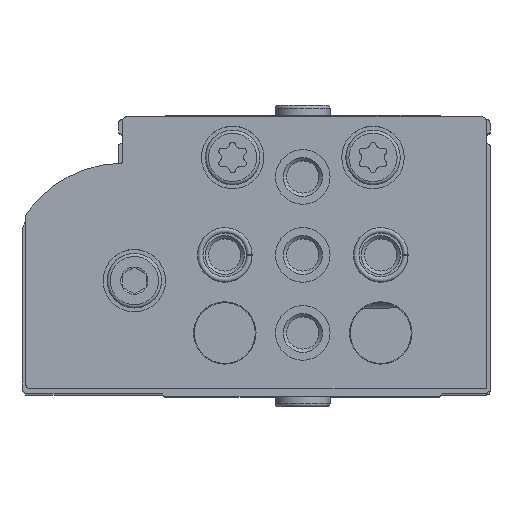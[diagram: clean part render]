
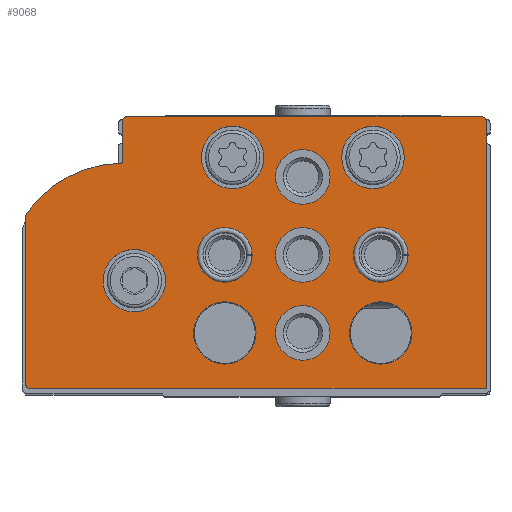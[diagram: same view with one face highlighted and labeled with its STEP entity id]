
A CAD part, top view. The second image highlights one B-rep face of the part: STEP entity #9068.
In plain terms, the highlighted face is planar.
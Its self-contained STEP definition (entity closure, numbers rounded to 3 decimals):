
#913=LINE('',#15351,#1585);
#915=LINE('',#15355,#1587);
#918=LINE('',#15363,#1590);
#923=LINE('',#15379,#1595);
#926=LINE('',#15387,#1598);
#1585=VECTOR('',#12401,1000.);
#1587=VECTOR('',#12405,1000.);
#1590=VECTOR('',#12414,1000.);
#1595=VECTOR('',#12433,1000.);
#1598=VECTOR('',#12442,1000.);
#3409=ORIENTED_EDGE('',*,*,#5076,.T.);
#3410=ORIENTED_EDGE('',*,*,#5077,.T.);
#3411=ORIENTED_EDGE('',*,*,#5078,.T.);
#3412=ORIENTED_EDGE('',*,*,#5079,.T.);
#3413=ORIENTED_EDGE('',*,*,#5080,.T.);
#3414=ORIENTED_EDGE('',*,*,#5081,.T.);
#3415=ORIENTED_EDGE('',*,*,#5082,.T.);
#3416=ORIENTED_EDGE('',*,*,#5083,.T.);
#3417=ORIENTED_EDGE('',*,*,#5084,.T.);
#3418=ORIENTED_EDGE('',*,*,#5085,.T.);
#3419=ORIENTED_EDGE('',*,*,#5053,.F.);
#3420=ORIENTED_EDGE('',*,*,#5074,.F.);
#3421=ORIENTED_EDGE('',*,*,#5072,.F.);
#3422=ORIENTED_EDGE('',*,*,#5070,.F.);
#3423=ORIENTED_EDGE('',*,*,#5068,.T.);
#3424=ORIENTED_EDGE('',*,*,#5066,.F.);
#3425=ORIENTED_EDGE('',*,*,#5064,.F.);
#3426=ORIENTED_EDGE('',*,*,#5062,.F.);
#3427=ORIENTED_EDGE('',*,*,#5060,.F.);
#3428=ORIENTED_EDGE('',*,*,#5058,.F.);
#3429=ORIENTED_EDGE('',*,*,#5056,.F.);
#5053=EDGE_CURVE('',#6059,#6060,#6634,.T.);
#5056=EDGE_CURVE('',#6060,#6061,#913,.T.);
#5058=EDGE_CURVE('',#6061,#6062,#915,.T.);
#5060=EDGE_CURVE('',#6062,#6063,#6635,.T.);
#5062=EDGE_CURVE('',#6063,#6064,#918,.T.);
#5064=EDGE_CURVE('',#6064,#6065,#6636,.T.);
#5066=EDGE_CURVE('',#6065,#6066,#6637,.T.);
#5068=EDGE_CURVE('',#6067,#6066,#6638,.T.);
#5070=EDGE_CURVE('',#6067,#6068,#923,.T.);
#5072=EDGE_CURVE('',#6068,#6069,#6639,.T.);
#5074=EDGE_CURVE('',#6069,#6059,#926,.T.);
#5076=EDGE_CURVE('',#6070,#6070,#6640,.T.);
#5077=EDGE_CURVE('',#6071,#6071,#6641,.T.);
#5078=EDGE_CURVE('',#6072,#6072,#6642,.T.);
#5079=EDGE_CURVE('',#6073,#6073,#6643,.T.);
#5080=EDGE_CURVE('',#6074,#6074,#6644,.T.);
#5081=EDGE_CURVE('',#6075,#6075,#6645,.T.);
#5082=EDGE_CURVE('',#6076,#6076,#6646,.T.);
#5083=EDGE_CURVE('',#6077,#6077,#6647,.T.);
#5084=EDGE_CURVE('',#6078,#6078,#6648,.T.);
#5085=EDGE_CURVE('',#6079,#6079,#6649,.T.);
#6059=VERTEX_POINT('',#15346);
#6060=VERTEX_POINT('',#15347);
#6061=VERTEX_POINT('',#15352);
#6062=VERTEX_POINT('',#15356);
#6063=VERTEX_POINT('',#15360);
#6064=VERTEX_POINT('',#15364);
#6065=VERTEX_POINT('',#15368);
#6066=VERTEX_POINT('',#15372);
#6067=VERTEX_POINT('',#15376);
#6068=VERTEX_POINT('',#15380);
#6069=VERTEX_POINT('',#15384);
#6070=VERTEX_POINT('',#15391);
#6071=VERTEX_POINT('',#15393);
#6072=VERTEX_POINT('',#15395);
#6073=VERTEX_POINT('',#15397);
#6074=VERTEX_POINT('',#15399);
#6075=VERTEX_POINT('',#15401);
#6076=VERTEX_POINT('',#15403);
#6077=VERTEX_POINT('',#15405);
#6078=VERTEX_POINT('',#15407);
#6079=VERTEX_POINT('',#15409);
#6634=CIRCLE('',#10157,0.5);
#6635=CIRCLE('',#10161,0.5);
#6636=CIRCLE('',#10164,1.);
#6637=CIRCLE('',#10166,15.);
#6638=CIRCLE('',#10168,0.3);
#6639=CIRCLE('',#10171,0.5);
#6640=CIRCLE('',#10174,4.);
#6641=CIRCLE('',#10175,4.);
#6642=CIRCLE('',#10176,4.);
#6643=CIRCLE('',#10177,3.5);
#6644=CIRCLE('',#10178,3.5);
#6645=CIRCLE('',#10179,3.5);
#6646=CIRCLE('',#10180,3.5);
#6647=CIRCLE('',#10181,3.5);
#6648=CIRCLE('',#10182,4.);
#6649=CIRCLE('',#10183,4.);
#7311=EDGE_LOOP('',(#3409));
#7312=EDGE_LOOP('',(#3410));
#7313=EDGE_LOOP('',(#3411));
#7314=EDGE_LOOP('',(#3412));
#7315=EDGE_LOOP('',(#3413));
#7316=EDGE_LOOP('',(#3414));
#7317=EDGE_LOOP('',(#3415));
#7318=EDGE_LOOP('',(#3416));
#7319=EDGE_LOOP('',(#3417));
#7320=EDGE_LOOP('',(#3418));
#7321=EDGE_LOOP('',(#3419,#3420,#3421,#3422,#3423,#3424,#3425,#3426,#3427,
#3428,#3429));
#8126=FACE_BOUND('',#7311,.T.);
#8127=FACE_BOUND('',#7312,.T.);
#8128=FACE_BOUND('',#7313,.T.);
#8129=FACE_BOUND('',#7314,.T.);
#8130=FACE_BOUND('',#7315,.T.);
#8131=FACE_BOUND('',#7316,.T.);
#8132=FACE_BOUND('',#7317,.T.);
#8133=FACE_BOUND('',#7318,.T.);
#8134=FACE_BOUND('',#7319,.T.);
#8135=FACE_BOUND('',#7320,.T.);
#8136=FACE_BOUND('',#7321,.T.);
#8638=PLANE('',#10173);
#9068=ADVANCED_FACE('',(#8126,#8127,#8128,#8129,#8130,#8131,#8132,#8133,
#8134,#8135,#8136),#8638,.F.);
#10157=AXIS2_PLACEMENT_3D('',#15345,#12395,#12396);
#10161=AXIS2_PLACEMENT_3D('',#15359,#12409,#12410);
#10164=AXIS2_PLACEMENT_3D('',#15367,#12418,#12419);
#10166=AXIS2_PLACEMENT_3D('',#15371,#12423,#12424);
#10168=AXIS2_PLACEMENT_3D('',#15375,#12428,#12429);
#10171=AXIS2_PLACEMENT_3D('',#15383,#12437,#12438);
#10173=AXIS2_PLACEMENT_3D('',#15389,#12444,#12445);
#10174=AXIS2_PLACEMENT_3D('',#15390,#12446,#12447);
#10175=AXIS2_PLACEMENT_3D('',#15392,#12448,#12449);
#10176=AXIS2_PLACEMENT_3D('',#15394,#12450,#12451);
#10177=AXIS2_PLACEMENT_3D('',#15396,#12452,#12453);
#10178=AXIS2_PLACEMENT_3D('',#15398,#12454,#12455);
#10179=AXIS2_PLACEMENT_3D('',#15400,#12456,#12457);
#10180=AXIS2_PLACEMENT_3D('',#15402,#12458,#12459);
#10181=AXIS2_PLACEMENT_3D('',#15404,#12460,#12461);
#10182=AXIS2_PLACEMENT_3D('',#15406,#12462,#12463);
#10183=AXIS2_PLACEMENT_3D('',#15408,#12464,#12465);
#12395=DIRECTION('',(0.,0.,1.));
#12396=DIRECTION('',(1.,0.,0.));
#12401=DIRECTION('',(0.,-1.,0.));
#12405=DIRECTION('',(1.,0.,0.));
#12409=DIRECTION('',(0.,0.,1.));
#12410=DIRECTION('',(1.,0.,0.));
#12414=DIRECTION('',(0.,1.,0.));
#12418=DIRECTION('',(0.,0.,1.));
#12419=DIRECTION('',(1.,0.,0.));
#12423=DIRECTION('',(0.,0.,1.));
#12424=DIRECTION('',(1.,0.,0.));
#12428=DIRECTION('',(0.,0.,1.));
#12429=DIRECTION('',(1.,0.,0.));
#12433=DIRECTION('',(0.,1.,0.));
#12437=DIRECTION('',(0.,0.,1.));
#12438=DIRECTION('',(1.,0.,0.));
#12442=DIRECTION('',(-1.,0.,0.));
#12444=DIRECTION('',(0.,0.,1.));
#12445=DIRECTION('',(1.,0.,0.));
#12446=DIRECTION('',(0.,0.,1.));
#12447=DIRECTION('',(1.,0.,0.));
#12448=DIRECTION('',(0.,0.,1.));
#12449=DIRECTION('',(1.,0.,0.));
#12450=DIRECTION('',(0.,0.,1.));
#12451=DIRECTION('',(1.,0.,0.));
#12452=DIRECTION('',(0.,0.,1.));
#12453=DIRECTION('',(1.,0.,0.));
#12454=DIRECTION('',(0.,0.,1.));
#12455=DIRECTION('',(1.,0.,0.));
#12456=DIRECTION('',(0.,0.,1.));
#12457=DIRECTION('',(1.,0.,0.));
#12458=DIRECTION('',(0.,0.,1.));
#12459=DIRECTION('',(1.,0.,0.));
#12460=DIRECTION('',(0.,0.,1.));
#12461=DIRECTION('',(1.,0.,0.));
#12462=DIRECTION('',(0.,0.,1.));
#12463=DIRECTION('',(1.,0.,0.));
#12464=DIRECTION('',(0.,0.,1.));
#12465=DIRECTION('',(1.,0.,0.));
#15345=CARTESIAN_POINT('',(0.5,34.3,0.));
#15346=CARTESIAN_POINT('',(0.5,34.8,0.));
#15347=CARTESIAN_POINT('',(0.,34.3,0.));
#15351=CARTESIAN_POINT('',(0.,34.3,0.));
#15352=CARTESIAN_POINT('',(0.,0.,0.));
#15355=CARTESIAN_POINT('',(0.,0.,0.));
#15356=CARTESIAN_POINT('',(58.5,0.,0.));
#15359=CARTESIAN_POINT('',(58.5,0.5,0.));
#15360=CARTESIAN_POINT('',(59.,0.5,0.));
#15363=CARTESIAN_POINT('',(59.,0.5,0.));
#15364=CARTESIAN_POINT('',(59.,21.976,0.));
#15367=CARTESIAN_POINT('',(58.,21.976,0.));
#15368=CARTESIAN_POINT('',(58.814,22.557,0.));
#15371=CARTESIAN_POINT('',(46.6,13.85,0.));
#15372=CARTESIAN_POINT('',(46.894,28.847,0.));
#15375=CARTESIAN_POINT('',(46.9,29.147,0.));
#15376=CARTESIAN_POINT('',(46.6,29.147,0.));
#15379=CARTESIAN_POINT('',(46.6,29.147,0.));
#15380=CARTESIAN_POINT('',(46.6,34.3,0.));
#15383=CARTESIAN_POINT('',(46.1,34.3,0.));
#15384=CARTESIAN_POINT('',(46.1,34.8,0.));
#15387=CARTESIAN_POINT('',(46.1,34.8,0.));
#15389=CARTESIAN_POINT('',(0.5,34.3,0.));
#15390=CARTESIAN_POINT('',(45.1,13.8,0.));
#15391=CARTESIAN_POINT('',(49.1,13.8,0.));
#15392=CARTESIAN_POINT('',(32.5,29.6,0.));
#15393=CARTESIAN_POINT('',(36.5,29.6,0.));
#15394=CARTESIAN_POINT('',(14.5,29.6,0.));
#15395=CARTESIAN_POINT('',(18.5,29.6,0.));
#15396=CARTESIAN_POINT('',(23.5,27.1,0.));
#15397=CARTESIAN_POINT('',(27.,27.1,0.));
#15398=CARTESIAN_POINT('',(33.5,17.1,0.));
#15399=CARTESIAN_POINT('',(37.,17.1,0.));
#15400=CARTESIAN_POINT('',(23.5,17.1,0.));
#15401=CARTESIAN_POINT('',(27.,17.1,0.));
#15402=CARTESIAN_POINT('',(13.5,17.1,0.));
#15403=CARTESIAN_POINT('',(17.,17.1,0.));
#15404=CARTESIAN_POINT('',(23.5,7.1,0.));
#15405=CARTESIAN_POINT('',(27.,7.1,0.));
#15406=CARTESIAN_POINT('',(33.5,7.1,0.));
#15407=CARTESIAN_POINT('',(37.5,7.1,0.));
#15408=CARTESIAN_POINT('',(13.5,7.1,0.));
#15409=CARTESIAN_POINT('',(17.5,7.1,0.));
